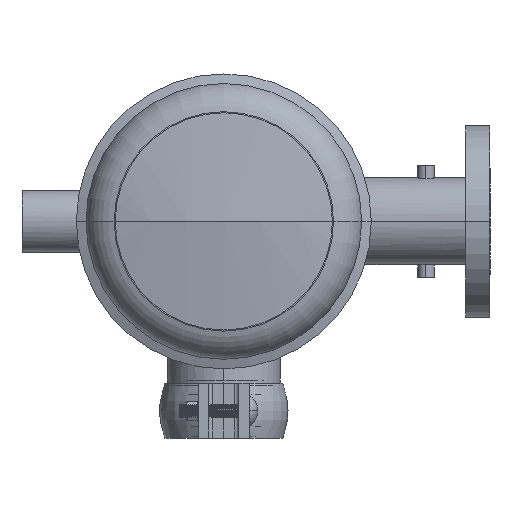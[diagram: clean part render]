
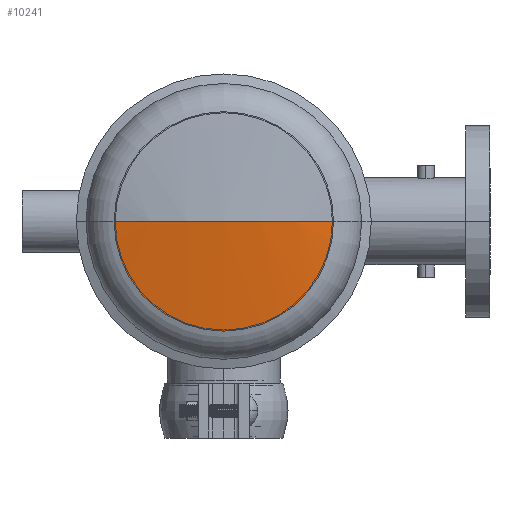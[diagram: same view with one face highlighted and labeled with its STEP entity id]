
A CAD part, left-side view. The second image highlights one B-rep face of the part: STEP entity #10241.
In plain terms, the highlighted spherical face has radius 507.99 mm.
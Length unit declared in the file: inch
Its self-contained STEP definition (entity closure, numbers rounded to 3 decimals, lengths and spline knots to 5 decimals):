
#1018 = VERTEX_POINT ( 'NONE', #24153 ) ;
#1903 = EDGE_CURVE ( 'NONE', #15657, #1018, #11946, .T. ) ;
#3586 = ORIENTED_EDGE ( 'NONE', *, *, #1903, .T. ) ;
#5305 = CARTESIAN_POINT ( 'NONE',  ( 0.46314, 0., 0. ) ) ;
#5349 = ORIENTED_EDGE ( 'NONE', *, *, #8924, .F. ) ;
#6623 = AXIS2_PLACEMENT_3D ( 'NONE', #23219, #16015, #9429 ) ;
#6624 = CARTESIAN_POINT ( 'NONE',  ( 20., 0., 0. ) ) ;
#7819 = CIRCLE ( 'NONE', #21137, 19.99963 ) ;
#8924 = EDGE_CURVE ( 'NONE', #15657, #26185, #7819, .T. ) ;
#8972 = DIRECTION ( 'NONE',  ( 1., 0., 0. ) ) ;
#9157 = CIRCLE ( 'NONE', #6623, 19.99963 ) ;
#9429 = DIRECTION ( 'NONE',  ( 0., 1., 0. ) ) ;
#9954 = DIRECTION ( 'NONE',  ( -1., 0., 0. ) ) ;
#9959 = FACE_OUTER_BOUND ( 'NONE', #19268, .T. ) ;
#10241 = ADVANCED_FACE ( 'NONE', ( #9959 ), #27685, .T. ) ;
#11317 = DIRECTION ( 'NONE',  ( 0., 0., 1. ) ) ;
#11708 = CARTESIAN_POINT ( 'NONE',  ( 20., 0., 0. ) ) ;
#11946 = CIRCLE ( 'NONE', #13382, 4.27741 ) ;
#12293 = AXIS2_PLACEMENT_3D ( 'NONE', #6624, #18230, #18127 ) ;
#13382 = AXIS2_PLACEMENT_3D ( 'NONE', #5305, #9954, #17324 ) ;
#15657 = VERTEX_POINT ( 'NONE', #16205 ) ;
#16015 = DIRECTION ( 'NONE',  ( 0., 0., -1. ) ) ;
#16205 = CARTESIAN_POINT ( 'NONE',  ( 0.46314, 4.27741, 0. ) ) ;
#16938 = ORIENTED_EDGE ( 'NONE', *, *, #29635, .T. ) ;
#17324 = DIRECTION ( 'NONE',  ( 0., -1., 0. ) ) ;
#18127 = DIRECTION ( 'NONE',  ( 0., 1., 0. ) ) ;
#18230 = DIRECTION ( 'NONE',  ( 0., 0., -1. ) ) ;
#19268 = EDGE_LOOP ( 'NONE', ( #3586, #16938, #5349 ) ) ;
#21137 = AXIS2_PLACEMENT_3D ( 'NONE', #11708, #11317, #8972 ) ;
#22088 = CARTESIAN_POINT ( 'NONE',  ( 0.00037, 0., 0. ) ) ;
#23219 = CARTESIAN_POINT ( 'NONE',  ( 20., 0., 0. ) ) ;
#24153 = CARTESIAN_POINT ( 'NONE',  ( 0.46314, -4.27741, 0. ) ) ;
#26185 = VERTEX_POINT ( 'NONE', #22088 ) ;
#27685 = SPHERICAL_SURFACE ( 'NONE', #12293, 19.99963 ) ;
#29635 = EDGE_CURVE ( 'NONE', #1018, #26185, #9157, .T. ) ;
